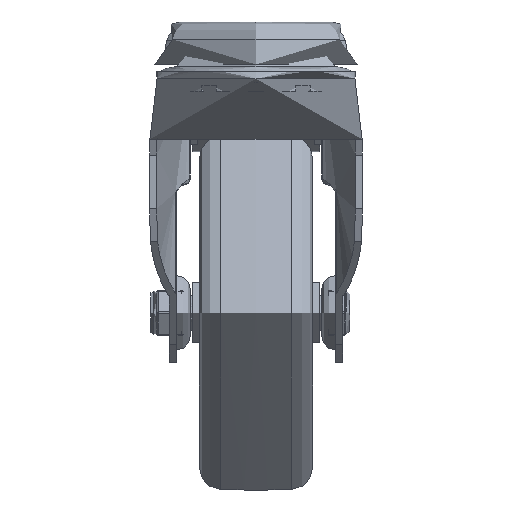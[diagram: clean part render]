
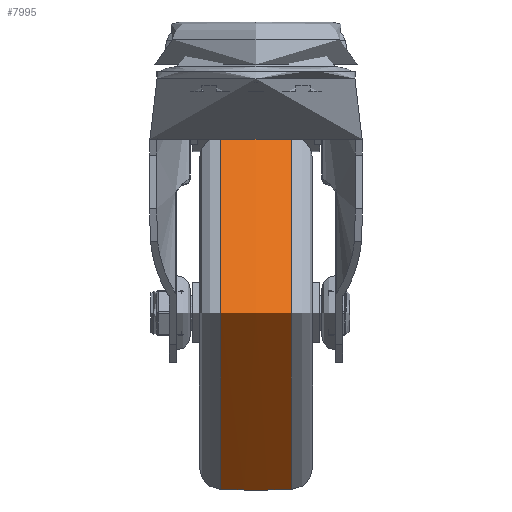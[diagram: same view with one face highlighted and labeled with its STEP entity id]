
A CAD part, left-side view. The second image highlights one B-rep face of the part: STEP entity #7995.
In plain terms, the highlighted free-form (B-spline) face has degree [2, 2] with [3, 9] control points.
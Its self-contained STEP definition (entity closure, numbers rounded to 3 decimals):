
#122=(
BOUNDED_SURFACE()
B_SPLINE_SURFACE(2,2,((#16098,#16099,#16100,#16101,#16102,#16103,#16104,
#16105,#16106),(#16107,#16108,#16109,#16110,#16111,#16112,#16113,#16114,
#16115),(#16116,#16117,#16118,#16119,#16120,#16121,#16122,#16123,#16124)),
 .UNSPECIFIED.,.F.,.T.,.F.)
B_SPLINE_SURFACE_WITH_KNOTS((3,3),(3,2,2,2,3),(-0.039,0.039),
(-3.142,-1.571,0.,1.571,3.142),
 .UNSPECIFIED.)
GEOMETRIC_REPRESENTATION_ITEM()
RATIONAL_B_SPLINE_SURFACE(((1.,0.707,1.,0.707,1.,
0.707,1.,0.707,1.),(0.999,0.707,
0.999,0.707,0.999,0.707,
0.999,0.707,0.999),(1.,0.707,
1.,0.707,1.,0.707,1.,0.707,1.)))
REPRESENTATION_ITEM('')
SURFACE()
);
#2212=FACE_OUTER_BOUND('',#2719,.T.);
#2719=EDGE_LOOP('',(#6861,#6862,#6863,#6864));
#3177=CIRCLE('',#8916,49.805);
#3178=CIRCLE('',#8917,256.25);
#3179=CIRCLE('',#8918,49.805);
#3882=VERTEX_POINT('',#16095);
#3883=VERTEX_POINT('',#16125);
#4899=EDGE_CURVE('',#3882,#3882,#3177,.T.);
#4900=EDGE_CURVE('',#3882,#3883,#3178,.T.);
#4901=EDGE_CURVE('',#3883,#3883,#3179,.T.);
#6861=ORIENTED_EDGE('',*,*,#4899,.F.);
#6862=ORIENTED_EDGE('',*,*,#4900,.T.);
#6863=ORIENTED_EDGE('',*,*,#4901,.T.);
#6864=ORIENTED_EDGE('',*,*,#4900,.F.);
#7995=ADVANCED_FACE('',(#2212),#122,.F.);
#8916=AXIS2_PLACEMENT_3D('',#16097,#10945,#10946);
#8917=AXIS2_PLACEMENT_3D('',#16126,#10947,#10948);
#8918=AXIS2_PLACEMENT_3D('',#16127,#10949,#10950);
#10945=DIRECTION('center_axis',(0.,1.,0.));
#10946=DIRECTION('ref_axis',(0.,0.,1.));
#10947=DIRECTION('center_axis',(-1.,0.,0.));
#10948=DIRECTION('ref_axis',(0.,0.,
-1.));
#10949=DIRECTION('center_axis',(0.,1.,0.));
#10950=DIRECTION('ref_axis',(0.,0.,1.));
#16095=CARTESIAN_POINT('',(0.,9.997,-49.805));
#16097=CARTESIAN_POINT('Origin',(0.,9.997,0.));
#16098=CARTESIAN_POINT('Ctrl Pts',(0.,-9.997,-49.805));
#16099=CARTESIAN_POINT('Ctrl Pts',(-49.805,-9.997,
-49.805));
#16100=CARTESIAN_POINT('Ctrl Pts',(-49.805,-9.997,
0.));
#16101=CARTESIAN_POINT('Ctrl Pts',(-49.805,-9.997,
49.805));
#16102=CARTESIAN_POINT('Ctrl Pts',(0.,-9.997,49.805));
#16103=CARTESIAN_POINT('Ctrl Pts',(49.805,-9.997,49.805));
#16104=CARTESIAN_POINT('Ctrl Pts',(49.805,-9.997,0.));
#16105=CARTESIAN_POINT('Ctrl Pts',(49.805,-9.997,-49.805));
#16106=CARTESIAN_POINT('Ctrl Pts',(0.,-9.997,-49.805));
#16107=CARTESIAN_POINT('Ctrl Pts',(0.,0.,-50.195));
#16108=CARTESIAN_POINT('Ctrl Pts',(-50.195,0.,
-50.195));
#16109=CARTESIAN_POINT('Ctrl Pts',(-50.195,0.,
0.));
#16110=CARTESIAN_POINT('Ctrl Pts',(-50.195,0.,
50.195));
#16111=CARTESIAN_POINT('Ctrl Pts',(0.,0.,50.195));
#16112=CARTESIAN_POINT('Ctrl Pts',(50.195,0.,
50.195));
#16113=CARTESIAN_POINT('Ctrl Pts',(50.195,0.,
0.));
#16114=CARTESIAN_POINT('Ctrl Pts',(50.195,0.,
-50.195));
#16115=CARTESIAN_POINT('Ctrl Pts',(0.,0.,-50.195));
#16116=CARTESIAN_POINT('Ctrl Pts',(0.,9.997,-49.805));
#16117=CARTESIAN_POINT('Ctrl Pts',(-49.805,9.997,-49.805));
#16118=CARTESIAN_POINT('Ctrl Pts',(-49.805,9.997,0.));
#16119=CARTESIAN_POINT('Ctrl Pts',(-49.805,9.997,49.805));
#16120=CARTESIAN_POINT('Ctrl Pts',(0.,9.997,49.805));
#16121=CARTESIAN_POINT('Ctrl Pts',(49.805,9.997,49.805));
#16122=CARTESIAN_POINT('Ctrl Pts',(49.805,9.997,0.));
#16123=CARTESIAN_POINT('Ctrl Pts',(49.805,9.997,-49.805));
#16124=CARTESIAN_POINT('Ctrl Pts',(0.,9.997,-49.805));
#16125=CARTESIAN_POINT('',(0.,-9.997,-49.805));
#16126=CARTESIAN_POINT('Origin',(0.,0.,
206.25));
#16127=CARTESIAN_POINT('Origin',(0.,-9.997,0.));
